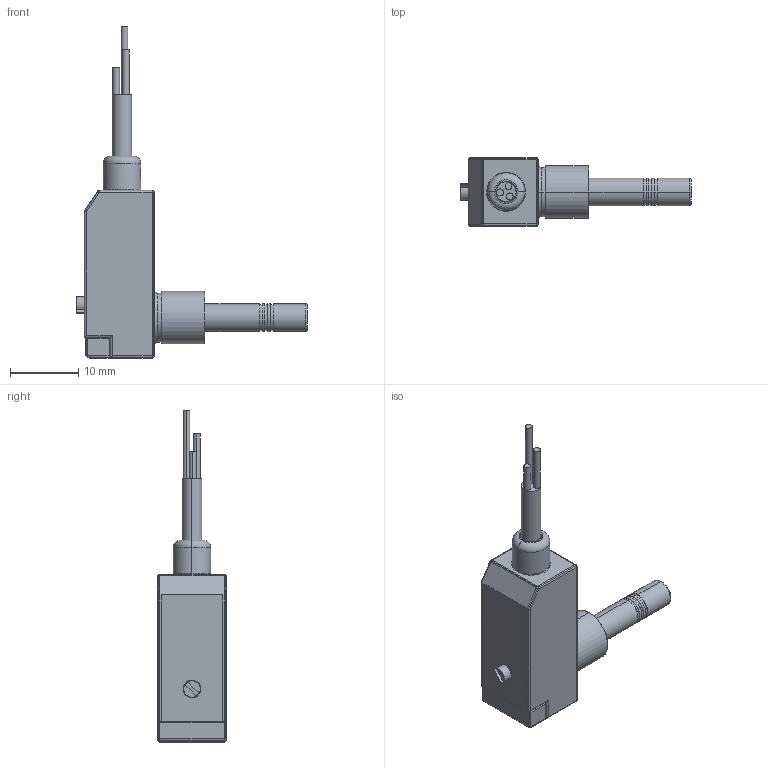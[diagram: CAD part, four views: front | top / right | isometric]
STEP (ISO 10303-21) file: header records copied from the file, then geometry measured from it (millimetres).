
FILE_DESCRIPTION (( 'STEP AP203' ), '1' );
FILE_NAME ('VS11_Rohr4.STEP', '2021-04-19T12:05:15', ( '' ), ( '' ), 'SwSTEP 2.0', 'SolidWorks 2020', '' );
FILE_SCHEMA (( 'CONFIG_CONTROL_DESIGN' ));
Length unit declared in the file: millimetre
Products named in the file (4): VS11_Rohr4; 9017358; ID_1.stp; VS11_M5.stp
Assembly tree (3 placements, depth 3):
  VS11_Rohr4
    VS11_M5.stp
      ID_1.stp
    9017358
Bounding box: 33.75 x 10 x 48.55 mm (x, y, z)
Volume: 336.4 mm3; surface area: 3127.3 mm2
Topology: 1 solids, 4 shells, 345 faces, 864 edges, 533 vertices
Faces by surface type: cylinder 152, plane 141, bspline 23, torus 21, sphere 8
Entity records: 12537 total; most frequent: CARTESIAN_POINT 5580, ORIENTED_EDGE 1703, EDGE_CURVE 856, DIRECTION 814, B_SPLINE_CURVE_WITH_KNOTS 713, VERTEX_POINT 533, AXIS2_PLACEMENT_3D 395, EDGE_LOOP 379
